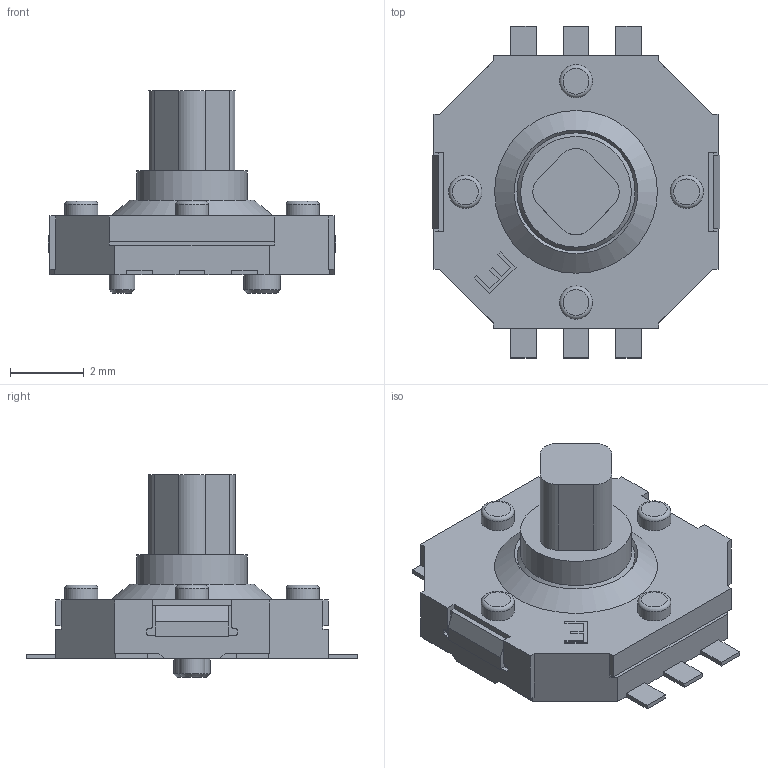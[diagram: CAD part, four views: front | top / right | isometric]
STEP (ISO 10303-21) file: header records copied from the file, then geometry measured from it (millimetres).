
FILE_DESCRIPTION((' '),'2;1');
FILE_NAME('JS1400BFQ.stp','2017-07-25T14:56:57',(' '),(' '),' ','ACIS',' ');
FILE_SCHEMA(('CONFIG_CONTROL_DESIGN'));
Length unit declared in the file: inch
Products named in the file (3): JS1400BFQ.stp; Body1; Body2
Assembly tree (2 placements, depth 2):
  JS1400BFQ.stp
    Body1
    Body2
Bounding box: 7.8 x 9 x 5.5 mm (x, y, z)
Volume: 80.9 mm3; surface area: 330.4 mm2
Topology: 2 solids, 6 shells, 247 faces, 620 edges, 408 vertices
Faces by surface type: plane 193, cylinder 44, cone 6, torus 4
Full cylindrical faces by diameter (mm): 0.7 x14, 0.75 x4, 0.9 x4, 1 x1, 3 x1
Entity records: 7526 total; most frequent: CARTESIAN_POINT 1244, DIRECTION 1188, ORIENTED_EDGE 1170, EDGE_CURVE 585, VECTOR 486, LINE 486, VERTEX_POINT 407, AXIS2_PLACEMENT_3D 351
